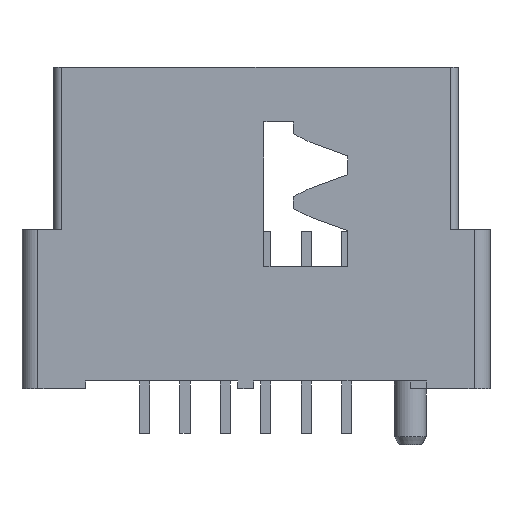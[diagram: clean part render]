
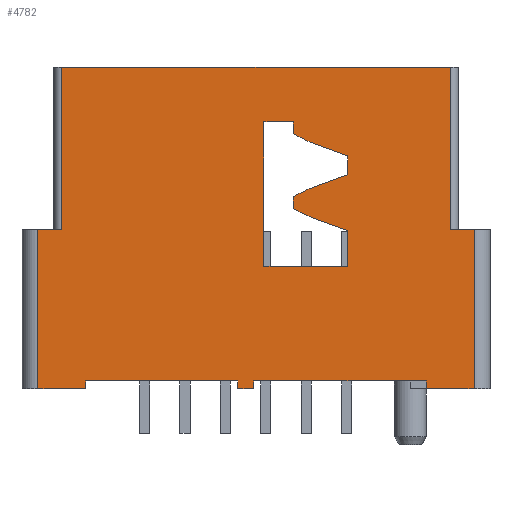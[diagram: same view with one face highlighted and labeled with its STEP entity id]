
A CAD part, front view. The second image highlights one B-rep face of the part: STEP entity #4782.
In plain terms, the highlighted planar face has unit normal (0, -1, 0).
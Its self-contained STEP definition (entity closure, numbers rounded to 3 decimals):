
#95=DIRECTION('',(1.,0.,0.));
#96=VECTOR('',#95,24.4);
#97=CARTESIAN_POINT('',(-11.55,-7.95,0.));
#98=LINE('',#97,#96);
#210=DIRECTION('',(1.,0.,0.));
#211=VECTOR('',#210,1.5);
#212=CARTESIAN_POINT('',(12.85,-7.95,-10.2));
#213=LINE('',#212,#211);
#252=DIRECTION('',(1.,0.,0.));
#253=VECTOR('',#252,1.5);
#254=CARTESIAN_POINT('',(-13.05,-7.95,-10.2));
#255=LINE('',#254,#253);
#355=DIRECTION('',(1.,0.,0.));
#356=VECTOR('',#355,9.55);
#357=CARTESIAN_POINT('',(-10.05,-7.95,-19.7));
#358=LINE('',#357,#356);
#371=DIRECTION('',(1.,0.,0.));
#372=VECTOR('',#371,10.85);
#373=CARTESIAN_POINT('',(0.5,-7.95,-19.7));
#374=LINE('',#373,#372);
#620=DIRECTION('',(-1.,0.,0.));
#621=VECTOR('',#620,3.);
#622=CARTESIAN_POINT('',(-10.05,-7.95,-20.2));
#623=LINE('',#622,#621);
#640=DIRECTION('',(-1.,0.,0.));
#641=VECTOR('',#640,3.);
#642=CARTESIAN_POINT('',(14.35,-7.95,-20.2));
#643=LINE('',#642,#641);
#682=DIRECTION('',(-1.,0.,0.));
#683=VECTOR('',#682,1.);
#684=CARTESIAN_POINT('',(0.5,-7.95,-20.2));
#685=LINE('',#684,#683);
#741=DIRECTION('',(0.,0.,-1.));
#742=VECTOR('',#741,9.075);
#743=CARTESIAN_POINT('',(1.15,-7.95,-3.425));
#744=LINE('',#743,#742);
#745=DIRECTION('',(1.,0.,0.));
#746=VECTOR('',#745,5.25);
#747=CARTESIAN_POINT('',(1.15,-7.95,-12.5));
#748=LINE('',#747,#746);
#749=DIRECTION('',(0.,0.,1.));
#750=VECTOR('',#749,2.242);
#751=CARTESIAN_POINT('',(6.4,-7.95,-12.5));
#752=LINE('',#751,#750);
#753=DIRECTION('',(-0.94,0.,0.342));
#754=VECTOR('',#753,2.022);
#755=CARTESIAN_POINT('',(6.4,-7.95,-10.258));
#756=LINE('',#755,#754);
#757=CARTESIAN_POINT('',(7.92,-7.95,-0.169));
#758=DIRECTION('',(0.,-1.,0.));
#759=DIRECTION('',(-0.492,0.,-0.871));
#760=AXIS2_PLACEMENT_3D('',#757,#758,#759);
#762=DIRECTION('',(0.,0.,1.));
#763=VECTOR('',#762,0.75);
#764=CARTESIAN_POINT('',(3.,-7.95,-8.875));
#765=LINE('',#764,#763);
#766=CARTESIAN_POINT('',(7.92,-7.95,-16.831));
#767=DIRECTION('',(0.,-1.,0.));
#768=DIRECTION('',(-0.342,0.,0.94));
#769=AXIS2_PLACEMENT_3D('',#766,#767,#768);
#771=DIRECTION('',(0.94,0.,0.342));
#772=VECTOR('',#771,2.022);
#773=CARTESIAN_POINT('',(4.5,-7.95,-7.434));
#774=LINE('',#773,#772);
#775=DIRECTION('',(0.,0.,1.));
#776=VECTOR('',#775,1.185);
#777=CARTESIAN_POINT('',(6.4,-7.95,-6.742));
#778=LINE('',#777,#776);
#779=DIRECTION('',(-0.94,0.,0.342));
#780=VECTOR('',#779,2.022);
#781=CARTESIAN_POINT('',(6.4,-7.95,-5.558));
#782=LINE('',#781,#780);
#783=CARTESIAN_POINT('',(7.92,-7.95,4.531));
#784=DIRECTION('',(0.,-1.,0.));
#785=DIRECTION('',(-0.492,0.,-0.871));
#786=AXIS2_PLACEMENT_3D('',#783,#784,#785);
#788=DIRECTION('',(0.,0.,1.));
#789=VECTOR('',#788,0.75);
#790=CARTESIAN_POINT('',(3.,-7.95,-4.175));
#791=LINE('',#790,#789);
#792=DIRECTION('',(-1.,0.,0.));
#793=VECTOR('',#792,1.85);
#794=CARTESIAN_POINT('',(3.,-7.95,-3.425));
#795=LINE('',#794,#793);
#796=DIRECTION('',(0.,0.,-1.));
#797=VECTOR('',#796,0.5);
#798=CARTESIAN_POINT('',(0.5,-7.95,-19.7));
#799=LINE('',#798,#797);
#800=DIRECTION('',(0.,0.,-1.));
#801=VECTOR('',#800,0.5);
#802=CARTESIAN_POINT('',(-10.05,-7.95,-19.7));
#803=LINE('',#802,#801);
#804=DIRECTION('',(0.,0.,1.));
#805=VECTOR('',#804,10.);
#806=CARTESIAN_POINT('',(-13.05,-7.95,-20.2));
#807=LINE('',#806,#805);
#808=DIRECTION('',(0.,0.,-1.));
#809=VECTOR('',#808,10.2);
#810=CARTESIAN_POINT('',(-11.55,-7.95,0.));
#811=LINE('',#810,#809);
#2969=DIRECTION('',(0.,0.,-1.));
#2970=VECTOR('',#2969,0.5);
#2971=CARTESIAN_POINT('',(11.35,-7.95,-19.7));
#2972=LINE('',#2971,#2970);
#2977=DIRECTION('',(0.,0.,1.));
#2978=VECTOR('',#2977,10.);
#2979=CARTESIAN_POINT('',(14.35,-7.95,-20.2));
#2980=LINE('',#2979,#2978);
#3135=DIRECTION('',(0.,0.,-1.));
#3136=VECTOR('',#3135,0.5);
#3137=CARTESIAN_POINT('',(-0.5,-7.95,-19.7));
#3138=LINE('',#3137,#3136);
#3144=DIRECTION('',(0.,0.,-1.));
#3145=VECTOR('',#3144,10.2);
#3146=CARTESIAN_POINT('',(12.85,-7.95,0.));
#3147=LINE('',#3146,#3145);
#3154=CARTESIAN_POINT('',(-11.55,-7.95,0.));
#3155=VERTEX_POINT('',#3154);
#3156=CARTESIAN_POINT('',(12.85,-7.95,0.));
#3157=VERTEX_POINT('',#3156);
#3244=CARTESIAN_POINT('',(1.15,-7.95,-3.425));
#3245=CARTESIAN_POINT('',(1.15,-7.95,-12.5));
#3246=VERTEX_POINT('',#3244);
#3247=VERTEX_POINT('',#3245);
#3248=CARTESIAN_POINT('',(6.4,-7.95,-12.5));
#3249=VERTEX_POINT('',#3248);
#3250=CARTESIAN_POINT('',(6.4,-7.95,-10.258));
#3251=VERTEX_POINT('',#3250);
#3252=CARTESIAN_POINT('',(4.5,-7.95,-9.566));
#3253=VERTEX_POINT('',#3252);
#3254=CARTESIAN_POINT('',(3.,-7.95,-8.875));
#3255=CARTESIAN_POINT('',(3.,-7.95,-8.125));
#3256=VERTEX_POINT('',#3254);
#3257=VERTEX_POINT('',#3255);
#3258=CARTESIAN_POINT('',(4.5,-7.95,-7.434));
#3259=CARTESIAN_POINT('',(6.4,-7.95,-6.742));
#3260=VERTEX_POINT('',#3258);
#3261=VERTEX_POINT('',#3259);
#3262=CARTESIAN_POINT('',(6.4,-7.95,-5.558));
#3263=VERTEX_POINT('',#3262);
#3264=CARTESIAN_POINT('',(4.5,-7.95,-4.866));
#3265=VERTEX_POINT('',#3264);
#3266=CARTESIAN_POINT('',(3.,-7.95,-4.175));
#3267=CARTESIAN_POINT('',(3.,-7.95,-3.425));
#3268=VERTEX_POINT('',#3266);
#3269=VERTEX_POINT('',#3267);
#3304=CARTESIAN_POINT('',(14.35,-7.95,-10.2));
#3306=VERTEX_POINT('',#3304);
#3317=CARTESIAN_POINT('',(-13.05,-7.95,-10.2));
#3319=VERTEX_POINT('',#3317);
#3325=CARTESIAN_POINT('',(-11.55,-7.95,-10.2));
#3327=VERTEX_POINT('',#3325);
#3328=CARTESIAN_POINT('',(12.85,-7.95,-10.2));
#3330=VERTEX_POINT('',#3328);
#3336=CARTESIAN_POINT('',(-13.05,-7.95,-20.2));
#3338=VERTEX_POINT('',#3336);
#3344=CARTESIAN_POINT('',(-10.05,-7.95,-20.2));
#3345=VERTEX_POINT('',#3344);
#3346=CARTESIAN_POINT('',(11.35,-7.95,-20.2));
#3348=VERTEX_POINT('',#3346);
#3354=CARTESIAN_POINT('',(14.35,-7.95,-20.2));
#3355=VERTEX_POINT('',#3354);
#3372=CARTESIAN_POINT('',(-10.05,-7.95,-19.7));
#3374=VERTEX_POINT('',#3372);
#3376=CARTESIAN_POINT('',(11.35,-7.95,-19.7));
#3378=VERTEX_POINT('',#3376);
#3384=CARTESIAN_POINT('',(-0.5,-7.95,-19.7));
#3385=VERTEX_POINT('',#3384);
#3386=CARTESIAN_POINT('',(-0.5,-7.95,-20.2));
#3388=VERTEX_POINT('',#3386);
#3392=CARTESIAN_POINT('',(0.5,-7.95,-20.2));
#3393=VERTEX_POINT('',#3392);
#3406=CARTESIAN_POINT('',(0.5,-7.95,-19.7));
#3407=VERTEX_POINT('',#3406);
#4724=CARTESIAN_POINT('',(-11.55,-7.95,0.));
#4725=DIRECTION('',(0.,-1.,0.));
#4726=DIRECTION('',(1.,0.,0.));
#4727=AXIS2_PLACEMENT_3D('',#4724,#4725,#4726);
#4728=PLANE('',#4727);
#4730=ORIENTED_EDGE('',*,*,#4729,.F.);
#4731=ORIENTED_EDGE('',*,*,#4629,.T.);
#4733=ORIENTED_EDGE('',*,*,#4732,.F.);
#4734=ORIENTED_EDGE('',*,*,#4398,.F.);
#4736=ORIENTED_EDGE('',*,*,#4735,.T.);
#4737=ORIENTED_EDGE('',*,*,#4665,.T.);
#4739=ORIENTED_EDGE('',*,*,#4738,.F.);
#4740=ORIENTED_EDGE('',*,*,#4390,.F.);
#4742=ORIENTED_EDGE('',*,*,#4741,.T.);
#4743=ORIENTED_EDGE('',*,*,#4611,.T.);
#4744=ORIENTED_EDGE('',*,*,#4715,.T.);
#4745=ORIENTED_EDGE('',*,*,#4299,.T.);
#4747=ORIENTED_EDGE('',*,*,#4746,.F.);
#4748=ORIENTED_EDGE('',*,*,#4155,.T.);
#4750=ORIENTED_EDGE('',*,*,#4749,.T.);
#4751=ORIENTED_EDGE('',*,*,#4240,.T.);
#4752=EDGE_LOOP('',(#4730,#4731,#4733,#4734,#4736,#4737,#4739,#4740,#4742,#4743,
#4744,#4745,#4747,#4748,#4750,#4751));
#4753=FACE_OUTER_BOUND('',#4752,.F.);
#4755=ORIENTED_EDGE('',*,*,#4754,.T.);
#4757=ORIENTED_EDGE('',*,*,#4756,.T.);
#4759=ORIENTED_EDGE('',*,*,#4758,.T.);
#4761=ORIENTED_EDGE('',*,*,#4760,.T.);
#4763=ORIENTED_EDGE('',*,*,#4762,.F.);
#4765=ORIENTED_EDGE('',*,*,#4764,.T.);
#4767=ORIENTED_EDGE('',*,*,#4766,.F.);
#4769=ORIENTED_EDGE('',*,*,#4768,.T.);
#4771=ORIENTED_EDGE('',*,*,#4770,.T.);
#4773=ORIENTED_EDGE('',*,*,#4772,.T.);
#4775=ORIENTED_EDGE('',*,*,#4774,.F.);
#4777=ORIENTED_EDGE('',*,*,#4776,.T.);
#4779=ORIENTED_EDGE('',*,*,#4778,.T.);
#4780=EDGE_LOOP('',(#4755,#4757,#4759,#4761,#4763,#4765,#4767,#4769,#4771,#4773,
#4775,#4777,#4779));
#4781=FACE_BOUND('',#4780,.F.);
#4782=ADVANCED_FACE('',(#4753,#4781),#4728,.T.);
#761=CIRCLE('',#760,10.);
#770=CIRCLE('',#769,10.);
#787=CIRCLE('',#786,10.);
#4155=EDGE_CURVE('',#3155,#3157,#98,.T.);
#4240=EDGE_CURVE('',#3330,#3306,#213,.T.);
#4299=EDGE_CURVE('',#3319,#3327,#255,.T.);
#4390=EDGE_CURVE('',#3374,#3385,#358,.T.);
#4398=EDGE_CURVE('',#3407,#3378,#374,.T.);
#4611=EDGE_CURVE('',#3345,#3338,#623,.T.);
#4629=EDGE_CURVE('',#3355,#3348,#643,.T.);
#4665=EDGE_CURVE('',#3393,#3388,#685,.T.);
#4715=EDGE_CURVE('',#3338,#3319,#807,.T.);
#4729=EDGE_CURVE('',#3355,#3306,#2980,.T.);
#4732=EDGE_CURVE('',#3378,#3348,#2972,.T.);
#4735=EDGE_CURVE('',#3407,#3393,#799,.T.);
#4738=EDGE_CURVE('',#3385,#3388,#3138,.T.);
#4741=EDGE_CURVE('',#3374,#3345,#803,.T.);
#4746=EDGE_CURVE('',#3155,#3327,#811,.T.);
#4749=EDGE_CURVE('',#3157,#3330,#3147,.T.);
#4754=EDGE_CURVE('',#3246,#3247,#744,.T.);
#4756=EDGE_CURVE('',#3247,#3249,#748,.T.);
#4758=EDGE_CURVE('',#3249,#3251,#752,.T.);
#4760=EDGE_CURVE('',#3251,#3253,#756,.T.);
#4762=EDGE_CURVE('',#3256,#3253,#761,.T.);
#4764=EDGE_CURVE('',#3256,#3257,#765,.T.);
#4766=EDGE_CURVE('',#3260,#3257,#770,.T.);
#4768=EDGE_CURVE('',#3260,#3261,#774,.T.);
#4770=EDGE_CURVE('',#3261,#3263,#778,.T.);
#4772=EDGE_CURVE('',#3263,#3265,#782,.T.);
#4774=EDGE_CURVE('',#3268,#3265,#787,.T.);
#4776=EDGE_CURVE('',#3268,#3269,#791,.T.);
#4778=EDGE_CURVE('',#3269,#3246,#795,.T.);
